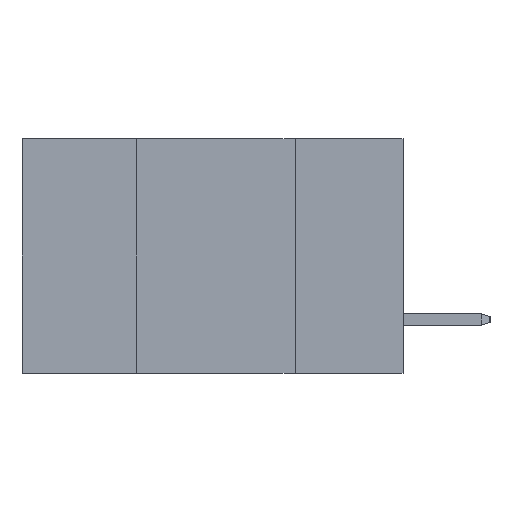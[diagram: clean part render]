
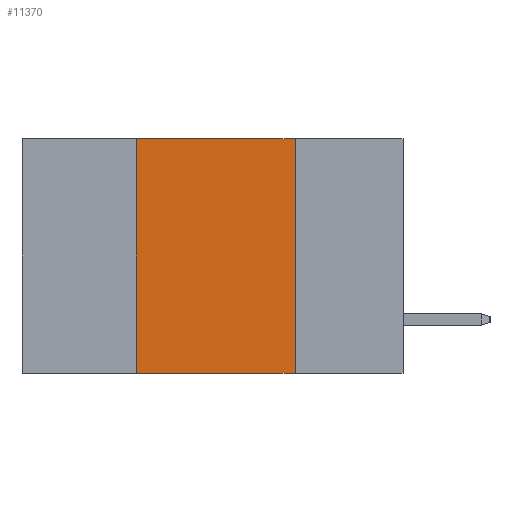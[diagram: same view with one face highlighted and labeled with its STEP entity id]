
A CAD part, left-side view. The second image highlights one B-rep face of the part: STEP entity #11370.
In plain terms, the highlighted planar face has unit normal (-1, 0, 0).
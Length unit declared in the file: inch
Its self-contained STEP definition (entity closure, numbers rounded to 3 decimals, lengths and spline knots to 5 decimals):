
#131 = VERTEX_POINT ( 'NONE', #3197 ) ;
#291 = LINE ( 'NONE', #11609, #7451 ) ;
#1069 = CARTESIAN_POINT ( 'NONE',  ( 0., 0.6, 0. ) ) ;
#1165 = VECTOR ( 'NONE', #11916, 39.37008 ) ;
#1377 = VERTEX_POINT ( 'NONE', #11308 ) ;
#1965 = LINE ( 'NONE', #3894, #6018 ) ;
#2401 = ORIENTED_EDGE ( 'NONE', *, *, #12751, .F. ) ;
#2437 = DIRECTION ( 'NONE',  ( 0., -1., 0. ) ) ;
#3197 = CARTESIAN_POINT ( 'NONE',  ( 0., 0.42, 0. ) ) ;
#3351 = CARTESIAN_POINT ( 'NONE',  ( 0., 0.17, -0.37 ) ) ;
#3712 = LINE ( 'NONE', #5672, #5055 ) ;
#3775 = EDGE_CURVE ( 'NONE', #1377, #4742, #4819, .T. ) ;
#3894 = CARTESIAN_POINT ( 'NONE',  ( 0., 0.42, 0. ) ) ;
#4742 = VERTEX_POINT ( 'NONE', #3351 ) ;
#4768 = DIRECTION ( 'NONE',  ( 0., 0., 1. ) ) ;
#4819 = LINE ( 'NONE', #7706, #1165 ) ;
#5018 = PLANE ( 'NONE',  #10058 ) ;
#5055 = VECTOR ( 'NONE', #9762, 39.37008 ) ;
#5672 = CARTESIAN_POINT ( 'NONE',  ( 0., 0.6, 0. ) ) ;
#5778 = EDGE_CURVE ( 'NONE', #131, #1377, #3712, .T. ) ;
#5996 = CARTESIAN_POINT ( 'NONE',  ( 0., 0.42, -0.37 ) ) ;
#6018 = VECTOR ( 'NONE', #4768, 39.37008 ) ;
#6394 = ORIENTED_EDGE ( 'NONE', *, *, #3775, .F. ) ;
#7214 = FACE_OUTER_BOUND ( 'NONE', #11131, .T. ) ;
#7451 = VECTOR ( 'NONE', #2437, 39.37008 ) ;
#7706 = CARTESIAN_POINT ( 'NONE',  ( 0., 0.17, 0. ) ) ;
#9167 = DIRECTION ( 'NONE',  ( 0., 0., -1. ) ) ;
#9531 = ORIENTED_EDGE ( 'NONE', *, *, #10107, .T. ) ;
#9762 = DIRECTION ( 'NONE',  ( 0., -1., 0. ) ) ;
#9902 = VERTEX_POINT ( 'NONE', #5996 ) ;
#10058 = AXIS2_PLACEMENT_3D ( 'NONE', #1069, #13117, #9167 ) ;
#10107 = EDGE_CURVE ( 'NONE', #9902, #4742, #291, .T. ) ;
#11131 = EDGE_LOOP ( 'NONE', ( #6394, #12094, #2401, #9531 ) ) ;
#11308 = CARTESIAN_POINT ( 'NONE',  ( 0., 0.17, 0. ) ) ;
#11370 = ADVANCED_FACE ( 'NONE', ( #7214 ), #5018, .F. ) ;
#11609 = CARTESIAN_POINT ( 'NONE',  ( 0., 0.6, -0.37 ) ) ;
#11916 = DIRECTION ( 'NONE',  ( 0., 0., -1. ) ) ;
#12094 = ORIENTED_EDGE ( 'NONE', *, *, #5778, .F. ) ;
#12751 = EDGE_CURVE ( 'NONE', #9902, #131, #1965, .T. ) ;
#13117 = DIRECTION ( 'NONE',  ( 1., 0., 0. ) ) ;
